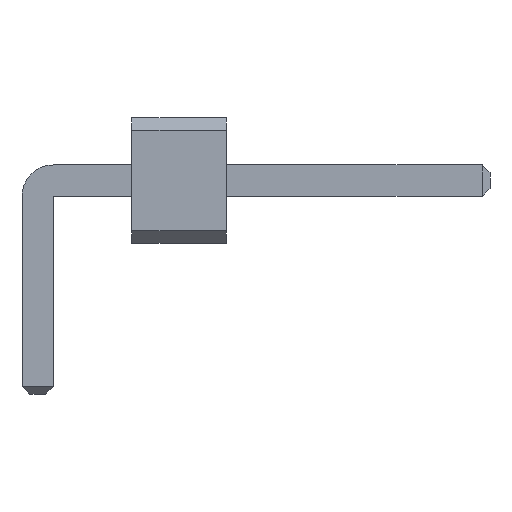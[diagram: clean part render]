
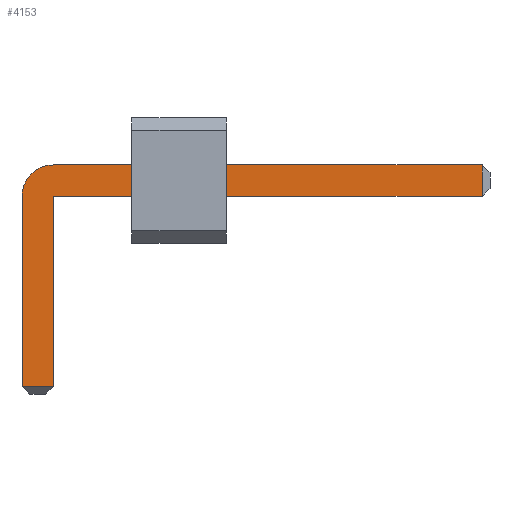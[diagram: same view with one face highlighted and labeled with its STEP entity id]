
A CAD part, front view. The second image highlights one B-rep face of the part: STEP entity #4153.
In plain terms, the highlighted planar face has unit normal (0, -1, 0).
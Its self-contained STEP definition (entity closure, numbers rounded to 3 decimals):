
#13=DIRECTION('',(0.,0.,1.));
#27=VECTOR('',#28,1.);
#28=DIRECTION('',(1.,0.,0.));
#1873=VECTOR('',#13,1.);
#1915=DIRECTION('',(0.,1.,0.));
#3967=VECTOR('',#3968,1.);
#3968=DIRECTION('',(0.,0.,-1.));
#3975=VECTOR('',#3976,1.);
#3976=DIRECTION('',(-1.,0.,0.));
#3997=DIRECTION('',(-0.,1.,0.));
#4007=VERTEX_POINT('',#4008);
#4008=CARTESIAN_POINT('',(0.25,-62.25,1.25));
#4010=ORIENTED_EDGE('',*,*,#4011,.T.);
#4011=EDGE_CURVE('',#4007,#4012,#4014,.T.);
#4012=VERTEX_POINT('',#4013);
#4013=CARTESIAN_POINT('',(7.075,-62.25,1.25));
#4014=LINE('',#4015,#27);
#4015=CARTESIAN_POINT('',(-0.25,-62.25,1.25));
#4051=EDGE_CURVE('',#4052,#4007,#4054,.T.);
#4052=VERTEX_POINT('',#4053);
#4053=CARTESIAN_POINT('',(-0.25,-62.25,0.75));
#4054=CIRCLE('',#4055,0.5);
#4055=AXIS2_PLACEMENT_3D('',#4056,#3997,#3968);
#4056=CARTESIAN_POINT('',(0.25,-62.25,0.75));
#4068=VERTEX_POINT('',#4069);
#4069=CARTESIAN_POINT('',(7.075,-62.25,0.75));
#4071=ORIENTED_EDGE('',*,*,#4072,.T.);
#4072=EDGE_CURVE('',#4068,#4073,#4074,.T.);
#4073=VERTEX_POINT('',#4056);
#4074=LINE('',#4075,#3975);
#4075=CARTESIAN_POINT('',(7.2,-62.25,0.75));
#4087=VERTEX_POINT('',#4088);
#4088=CARTESIAN_POINT('',(-0.25,-62.25,-2.275));
#4090=ORIENTED_EDGE('',*,*,#4091,.T.);
#4091=EDGE_CURVE('',#4087,#4052,#4092,.T.);
#4092=LINE('',#4093,#1873);
#4093=CARTESIAN_POINT('',(-0.25,-62.25,-2.4));
#4101=ORIENTED_EDGE('',*,*,#4102,.T.);
#4102=EDGE_CURVE('',#4073,#4103,#4105,.T.);
#4103=VERTEX_POINT('',#4104);
#4104=CARTESIAN_POINT('',(0.25,-62.25,-2.275));
#4105=LINE('',#4056,#3967);
#4153=ADVANCED_FACE('',(#4154),#4163,.F.);
#4154=FACE_BOUND('',#4155,.F.);
#4155=EDGE_LOOP('',(#4010,#4156,#4071,#4101,#4159,#4090,#4162));
#4156=ORIENTED_EDGE('',*,*,#4157,.T.);
#4157=EDGE_CURVE('',#4012,#4068,#4158,.T.);
#4158=LINE('',#4013,#3967);
#4159=ORIENTED_EDGE('',*,*,#4160,.T.);
#4160=EDGE_CURVE('',#4103,#4087,#4161,.T.);
#4161=LINE('',#4104,#3975);
#4162=ORIENTED_EDGE('',*,*,#4051,.T.);
#4163=PLANE('',#4164);
#4164=AXIS2_PLACEMENT_3D('',#4165,#1915,#13);
#4165=CARTESIAN_POINT('',(2.489,-62.25,0.411));
